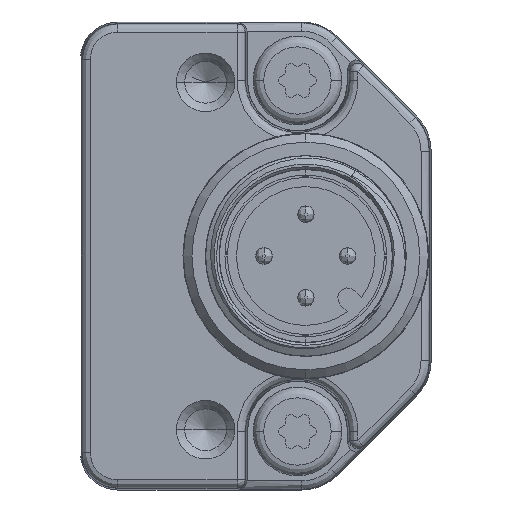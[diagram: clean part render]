
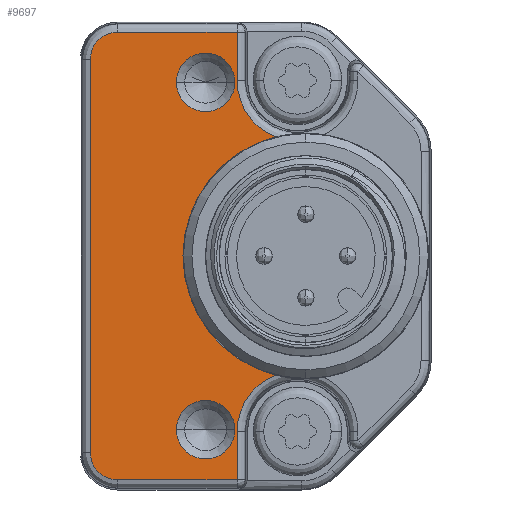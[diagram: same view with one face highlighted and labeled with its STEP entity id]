
A CAD part, left-side view. The second image highlights one B-rep face of the part: STEP entity #9697.
In plain terms, the highlighted planar face has unit normal (-1, 0, 0).
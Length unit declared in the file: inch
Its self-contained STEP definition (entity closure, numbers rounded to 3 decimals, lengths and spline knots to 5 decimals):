
#776=CARTESIAN_POINT('',(-0.49213,0.31496,
-0.41339));
#777=DIRECTION('',(1.,0.,0.));
#778=DIRECTION('',(0.,1.,0.));
#779=AXIS2_PLACEMENT_3D('',#776,#777,#778);
#781=DIRECTION('',(0.,0.,1.));
#782=VECTOR('',#781,0.11399);
#783=CARTESIAN_POINT('',(-0.49213,0.45723,
-0.52737));
#784=LINE('',#783,#782);
#785=DIRECTION('',(0.,-1.,0.));
#786=VECTOR('',#785,0.28096);
#787=CARTESIAN_POINT('',(-0.49213,0.73819,
-0.52737));
#788=LINE('',#787,#786);
#789=CARTESIAN_POINT('',(-0.49213,0.73819,
-0.4626));
#790=DIRECTION('',(-1.,0.,0.));
#791=DIRECTION('',(0.,1.,0.));
#792=AXIS2_PLACEMENT_3D('',#789,#790,#791);
#794=DIRECTION('',(0.,0.,-1.));
#795=VECTOR('',#794,0.9252);
#796=CARTESIAN_POINT('',(-0.49213,0.80296,
0.4626));
#797=LINE('',#796,#795);
#798=CARTESIAN_POINT('',(-0.49213,0.73819,
0.4626));
#799=DIRECTION('',(-1.,0.,0.));
#800=DIRECTION('',(0.,0.,1.));
#801=AXIS2_PLACEMENT_3D('',#798,#799,#800);
#803=DIRECTION('',(0.,1.,0.));
#804=VECTOR('',#803,0.28096);
#805=CARTESIAN_POINT('',(-0.49213,0.45723,
0.52737));
#806=LINE('',#805,#804);
#807=DIRECTION('',(0.,0.,1.));
#808=VECTOR('',#807,0.11399);
#809=CARTESIAN_POINT('',(-0.49213,0.45723,
0.41339));
#810=LINE('',#809,#808);
#811=CARTESIAN_POINT('',(-0.49213,0.31496,
0.41339));
#812=DIRECTION('',(1.,0.,0.));
#813=DIRECTION('',(0.,0.359,-0.933));
#814=AXIS2_PLACEMENT_3D('',#811,#812,#813);
#816=CARTESIAN_POINT('',(-0.49213,0.29528,0.));
#817=DIRECTION('',(-1.,0.,0.));
#818=DIRECTION('',(0.,0.244,0.97));
#819=AXIS2_PLACEMENT_3D('',#816,#817,#818);
#821=CARTESIAN_POINT('',(-0.49213,0.5315,
-0.40915));
#822=DIRECTION('',(1.,0.,0.));
#823=DIRECTION('',(0.,1.,0.));
#824=AXIS2_PLACEMENT_3D('',#821,#822,#823);
#826=CARTESIAN_POINT('',(-0.49213,0.5315,
-0.40915));
#827=DIRECTION('',(1.,0.,0.));
#828=DIRECTION('',(0.,-1.,0.));
#829=AXIS2_PLACEMENT_3D('',#826,#827,#828);
#831=CARTESIAN_POINT('',(-0.49213,0.5315,
0.40915));
#832=DIRECTION('',(1.,0.,0.));
#833=DIRECTION('',(0.,1.,0.));
#834=AXIS2_PLACEMENT_3D('',#831,#832,#833);
#836=CARTESIAN_POINT('',(-0.49213,0.5315,
0.40915));
#837=DIRECTION('',(1.,0.,0.));
#838=DIRECTION('',(0.,-1.,0.));
#839=AXIS2_PLACEMENT_3D('',#836,#837,#838);
#7787=CARTESIAN_POINT('',(-0.49213,0.80296,
-0.4626));
#7788=CARTESIAN_POINT('',(-0.49213,0.73819,
-0.52737));
#7789=VERTEX_POINT('',#7787);
#7790=VERTEX_POINT('',#7788);
#7795=CARTESIAN_POINT('',(-0.49213,0.80296,
0.4626));
#7796=VERTEX_POINT('',#7795);
#7799=CARTESIAN_POINT('',(-0.49213,0.73819,
0.52737));
#7800=VERTEX_POINT('',#7799);
#7823=CARTESIAN_POINT('',(-0.49213,0.60039,
-0.40915));
#7824=CARTESIAN_POINT('',(-0.49213,0.4626,
-0.40915));
#7825=VERTEX_POINT('',#7823);
#7826=VERTEX_POINT('',#7824);
#7831=CARTESIAN_POINT('',(-0.49213,0.60039,
0.40915));
#7832=CARTESIAN_POINT('',(-0.49213,0.4626,
0.40915));
#7833=VERTEX_POINT('',#7831);
#7834=VERTEX_POINT('',#7832);
#7867=CARTESIAN_POINT('',(-0.49213,0.45723,
-0.41339));
#7868=CARTESIAN_POINT('',(-0.49213,0.366,
-0.28059));
#7869=VERTEX_POINT('',#7867);
#7870=VERTEX_POINT('',#7868);
#7871=CARTESIAN_POINT('',(-0.49213,0.45723,
-0.52737));
#7872=VERTEX_POINT('',#7871);
#7895=CARTESIAN_POINT('',(-0.49213,0.366,
0.28059));
#7896=CARTESIAN_POINT('',(-0.49213,0.45723,
0.41339));
#7897=VERTEX_POINT('',#7895);
#7898=VERTEX_POINT('',#7896);
#7899=CARTESIAN_POINT('',(-0.49213,0.45723,
0.52737));
#7900=VERTEX_POINT('',#7899);
#9660=CARTESIAN_POINT('',(-0.49213,0.,0.));
#9661=DIRECTION('',(-1.,0.,0.));
#9662=DIRECTION('',(0.,0.,1.));
#9663=AXIS2_PLACEMENT_3D('',#9660,#9661,#9662);
#9664=PLANE('',#9663);
#9666=ORIENTED_EDGE('',*,*,#9665,.F.);
#9667=ORIENTED_EDGE('',*,*,#9650,.F.);
#9668=ORIENTED_EDGE('',*,*,#9627,.F.);
#9670=ORIENTED_EDGE('',*,*,#9669,.F.);
#9672=ORIENTED_EDGE('',*,*,#9671,.F.);
#9674=ORIENTED_EDGE('',*,*,#9673,.F.);
#9676=ORIENTED_EDGE('',*,*,#9675,.F.);
#9678=ORIENTED_EDGE('',*,*,#9677,.F.);
#9680=ORIENTED_EDGE('',*,*,#9679,.F.);
#9682=ORIENTED_EDGE('',*,*,#9681,.T.);
#9683=EDGE_LOOP('',(#9666,#9667,#9668,#9670,#9672,#9674,#9676,#9678,#9680,
#9682));
#9684=FACE_OUTER_BOUND('',#9683,.F.);
#9686=ORIENTED_EDGE('',*,*,#9685,.F.);
#9688=ORIENTED_EDGE('',*,*,#9687,.F.);
#9689=EDGE_LOOP('',(#9686,#9688));
#9690=FACE_BOUND('',#9689,.F.);
#9692=ORIENTED_EDGE('',*,*,#9691,.F.);
#9694=ORIENTED_EDGE('',*,*,#9693,.F.);
#9695=EDGE_LOOP('',(#9692,#9694));
#9696=FACE_BOUND('',#9695,.F.);
#9697=ADVANCED_FACE('',(#9684,#9690,#9696),#9664,.T.);
#780=CIRCLE('',#779,0.14227);
#793=CIRCLE('',#792,0.06477);
#802=CIRCLE('',#801,0.06477);
#815=CIRCLE('',#814,0.14227);
#820=CIRCLE('',#819,0.28937);
#825=CIRCLE('',#824,0.0689);
#830=CIRCLE('',#829,0.0689);
#835=CIRCLE('',#834,0.0689);
#840=CIRCLE('',#839,0.0689);
#9627=EDGE_CURVE('',#7790,#7872,#788,.T.);
#9650=EDGE_CURVE('',#7872,#7869,#784,.T.);
#9665=EDGE_CURVE('',#7869,#7870,#780,.T.);
#9669=EDGE_CURVE('',#7789,#7790,#793,.T.);
#9671=EDGE_CURVE('',#7796,#7789,#797,.T.);
#9673=EDGE_CURVE('',#7800,#7796,#802,.T.);
#9675=EDGE_CURVE('',#7900,#7800,#806,.T.);
#9677=EDGE_CURVE('',#7898,#7900,#810,.T.);
#9679=EDGE_CURVE('',#7897,#7898,#815,.T.);
#9681=EDGE_CURVE('',#7897,#7870,#820,.T.);
#9685=EDGE_CURVE('',#7825,#7826,#825,.T.);
#9687=EDGE_CURVE('',#7826,#7825,#830,.T.);
#9691=EDGE_CURVE('',#7833,#7834,#835,.T.);
#9693=EDGE_CURVE('',#7834,#7833,#840,.T.);
